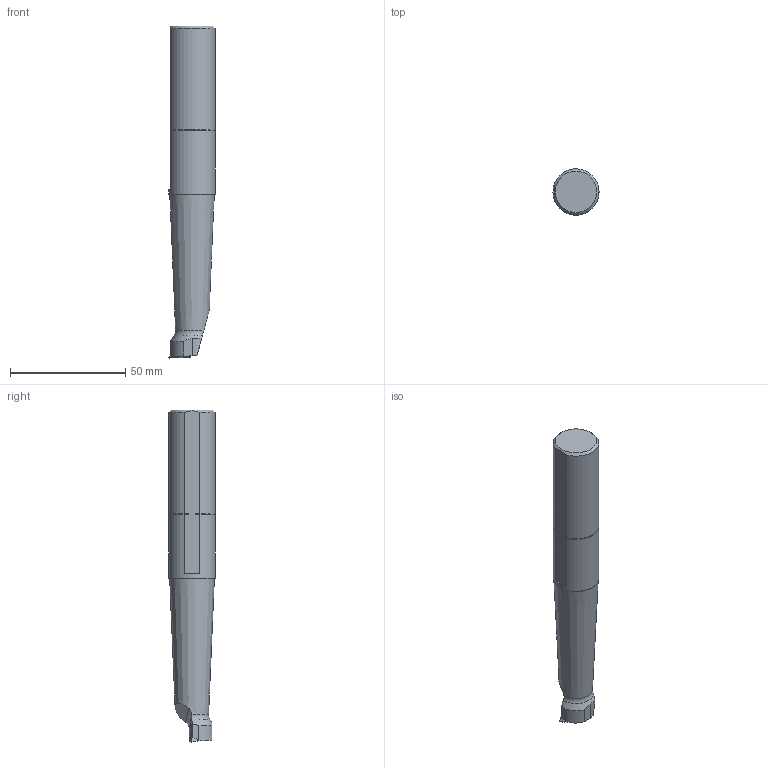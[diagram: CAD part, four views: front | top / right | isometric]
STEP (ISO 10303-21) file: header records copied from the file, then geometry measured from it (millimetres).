
FILE_DESCRIPTION(/* description */ (''),/* implementation_level */ '2;1');
FILE_NAME(/* name */ '1558090511430.stp',/* time_stamp */ '2019-05-17T12:55:15+02:00',/* author */ (''),/* organization */ ('SMS'),/* preprocessor_version */ 'ST-DEVELOPER v15',/* originating_system */ 'SIEMENS PLM Software NX 8.5',/* authorisation */ '');
FILE_SCHEMA (('AUTOMOTIVE_DESIGN { 1 0 10303 214 3 1 1 1 }'));
Length unit declared in the file: millimetre
Products named in the file (4): IsoTurningInsert; ASSEMBLY_CONSTRUCTION; 202266350mod000_00; 202266348mod000_00
Assembly tree (3 placements, depth 2):
  202266348mod000_00
    202266350mod000_00
    ASSEMBLY_CONSTRUCTION
    IsoTurningInsert
Bounding box: 20 x 20 x 144.05 mm (x, y, z)
Volume: 37039.1 mm3; surface area: 8792.1 mm2
Topology: 2 solids, 2 shells, 43 faces, 112 edges, 78 vertices
Faces by surface type: plane 21, cone 8, cylinder 7, torus 7
Full cylindrical faces by diameter (mm): 2.5 x2, 20 x1
Entity records: 1489 total; most frequent: CARTESIAN_POINT 368, DIRECTION 214, ORIENTED_EDGE 178, EDGE_CURVE 89, AXIS2_PLACEMENT_3D 85, VERTEX_POINT 64, EDGE_LOOP 59, LINE 44
